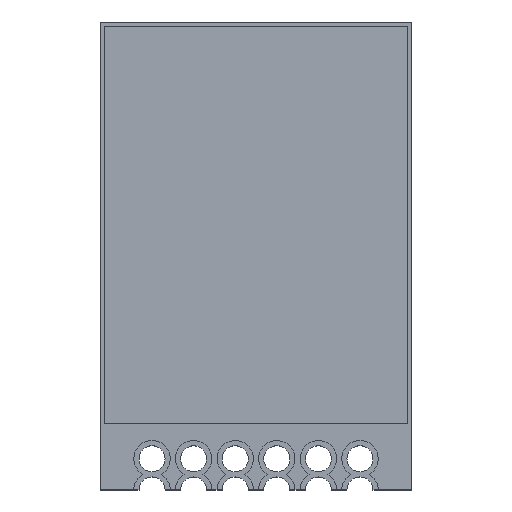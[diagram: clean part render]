
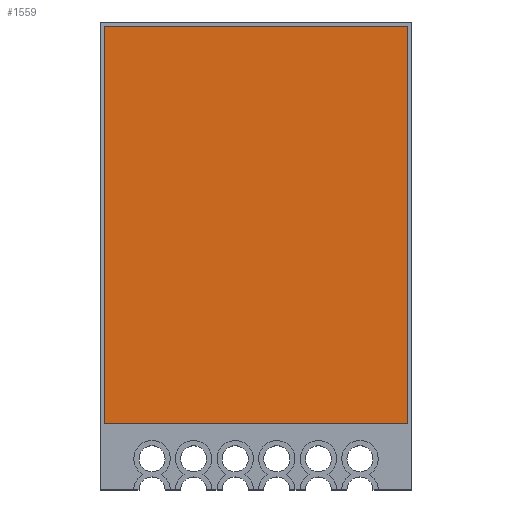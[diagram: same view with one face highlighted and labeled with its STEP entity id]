
A CAD part, top view. The second image highlights one B-rep face of the part: STEP entity #1559.
In plain terms, the highlighted planar face has unit normal (0, 0, 1).
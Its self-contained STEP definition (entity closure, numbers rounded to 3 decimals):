
#85=PLANE('',#1743);
#157=FACE_OUTER_BOUND('',#259,.T.);
#259=EDGE_LOOP('',(#1277,#1278,#1279,#1280));
#359=LINE('',#2598,#485);
#362=LINE('',#2604,#488);
#365=LINE('',#2610,#491);
#368=LINE('',#2614,#494);
#485=VECTOR('',#2118,10.);
#488=VECTOR('',#2123,10.);
#491=VECTOR('',#2128,10.);
#494=VECTOR('',#2133,10.);
#725=VERTEX_POINT('',#2595);
#726=VERTEX_POINT('',#2597);
#728=VERTEX_POINT('',#2603);
#730=VERTEX_POINT('',#2609);
#915=EDGE_CURVE('',#726,#725,#359,.T.);
#918=EDGE_CURVE('',#728,#726,#362,.T.);
#921=EDGE_CURVE('',#730,#728,#365,.T.);
#924=EDGE_CURVE('',#725,#730,#368,.T.);
#1277=ORIENTED_EDGE('',*,*,#924,.T.);
#1278=ORIENTED_EDGE('',*,*,#921,.T.);
#1279=ORIENTED_EDGE('',*,*,#918,.T.);
#1280=ORIENTED_EDGE('',*,*,#915,.T.);
#1559=ADVANCED_FACE('',(#157),#85,.T.);
#1743=AXIS2_PLACEMENT_3D('',#2615,#2134,#2135);
#2118=DIRECTION('',(0.,-1.,0.));
#2123=DIRECTION('',(-1.,0.,0.));
#2128=DIRECTION('',(0.,1.,0.));
#2133=DIRECTION('',(1.,0.,0.));
#2134=DIRECTION('center_axis',(0.,0.,1.));
#2135=DIRECTION('ref_axis',(1.,0.,0.));
#2595=CARTESIAN_POINT('',(0.2,3.2,3.));
#2597=CARTESIAN_POINT('',(0.2,22.3,3.));
#2598=CARTESIAN_POINT('',(0.2,22.3,3.));
#2603=CARTESIAN_POINT('',(14.8,22.3,3.));
#2604=CARTESIAN_POINT('',(14.8,22.3,3.));
#2609=CARTESIAN_POINT('',(14.8,3.2,3.));
#2610=CARTESIAN_POINT('',(14.8,3.2,3.));
#2614=CARTESIAN_POINT('',(0.2,3.2,3.));
#2615=CARTESIAN_POINT('Origin',(7.5,12.75,3.));
